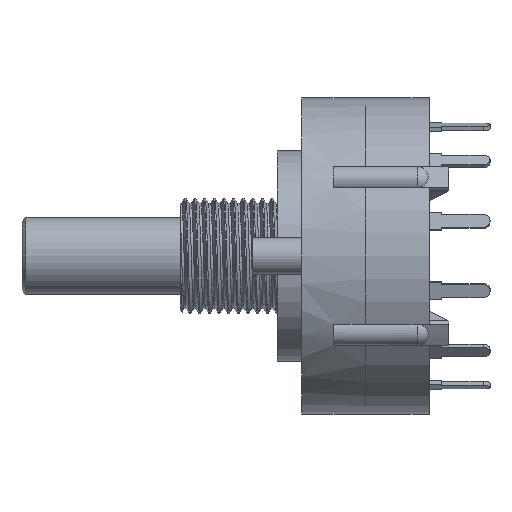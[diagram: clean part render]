
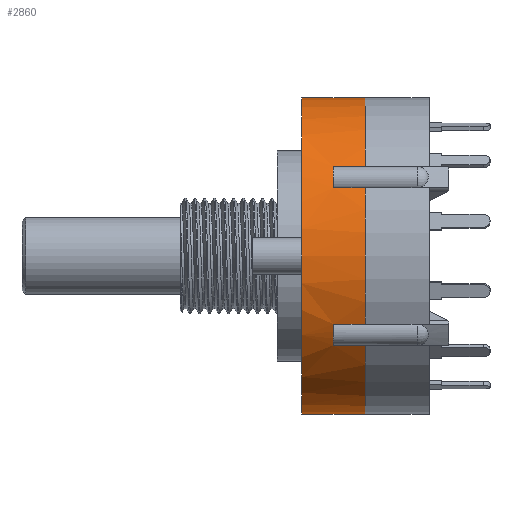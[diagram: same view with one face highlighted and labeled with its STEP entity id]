
A CAD part, left-side view. The second image highlights one B-rep face of the part: STEP entity #2860.
In plain terms, the highlighted cylindrical face has radius 13 mm (diameter 26 mm), a partial arc.
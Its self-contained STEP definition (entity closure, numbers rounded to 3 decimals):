
#60 = LINE ( 'NONE', #8650, #10189 ) ;
#335 = DIRECTION ( 'NONE',  ( 0., -1., 0. ) ) ;
#440 = DIRECTION ( 'NONE',  ( 0., 0., 1. ) ) ;
#645 = EDGE_CURVE ( 'NONE', #7759, #6666, #11359, .T. ) ;
#856 = ORIENTED_EDGE ( 'NONE', *, *, #6103, .T. ) ;
#885 = EDGE_CURVE ( 'NONE', #3864, #3760, #1677, .T. ) ;
#1405 = CARTESIAN_POINT ( 'NONE',  ( -10.726, 5.537, 7.345 ) ) ;
#1504 = CIRCLE ( 'NONE', #2007, 13. ) ;
#1649 = AXIS2_PLACEMENT_3D ( 'NONE', #3316, #12179, #440 ) ;
#1677 = CIRCLE ( 'NONE', #6505, 13. ) ;
#1815 = EDGE_CURVE ( 'NONE', #6465, #8237, #3404, .T. ) ;
#1863 = LINE ( 'NONE', #11300, #12460 ) ;
#1911 = DIRECTION ( 'NONE',  ( 0., 1., 0. ) ) ;
#1980 = VERTEX_POINT ( 'NONE', #3219 ) ;
#2007 = AXIS2_PLACEMENT_3D ( 'NONE', #7710, #4739, #10726 ) ;
#2227 = ORIENTED_EDGE ( 'NONE', *, *, #12710, .T. ) ;
#2370 = DIRECTION ( 'NONE',  ( 0., -1., 0. ) ) ;
#2421 = LINE ( 'NONE', #7814, #2883 ) ;
#2850 = ORIENTED_EDGE ( 'NONE', *, *, #4119, .T. ) ;
#2860 = ADVANCED_FACE ( 'NONE', ( #8283 ), #10623, .T. ) ;
#2883 = VECTOR ( 'NONE', #6789, 1000. ) ;
#2916 = ORIENTED_EDGE ( 'NONE', *, *, #1815, .F. ) ;
#2962 = VERTEX_POINT ( 'NONE', #12486 ) ;
#3219 = CARTESIAN_POINT ( 'NONE',  ( 0., 6.85, -13. ) ) ;
#3316 = CARTESIAN_POINT ( 'NONE',  ( 0., 6.85, 0. ) ) ;
#3404 = CIRCLE ( 'NONE', #4209, 13. ) ;
#3445 = AXIS2_PLACEMENT_3D ( 'NONE', #10607, #3615, #9448 ) ;
#3615 = DIRECTION ( 'NONE',  ( 0., -1., 0. ) ) ;
#3760 = VERTEX_POINT ( 'NONE', #10524 ) ;
#3864 = VERTEX_POINT ( 'NONE', #10646 ) ;
#4059 = CARTESIAN_POINT ( 'NONE',  ( -10.726, 6.85, -7.345 ) ) ;
#4119 = EDGE_CURVE ( 'NONE', #1980, #10335, #12091, .T. ) ;
#4198 = CARTESIAN_POINT ( 'NONE',  ( 0., 6.85, 0. ) ) ;
#4209 = AXIS2_PLACEMENT_3D ( 'NONE', #9845, #1911, #4955 ) ;
#4214 = ORIENTED_EDGE ( 'NONE', *, *, #7138, .T. ) ;
#4462 = ORIENTED_EDGE ( 'NONE', *, *, #5465, .T. ) ;
#4739 = DIRECTION ( 'NONE',  ( 0., -1., 0. ) ) ;
#4955 = DIRECTION ( 'NONE',  ( 0., 0., 1. ) ) ;
#5368 = VERTEX_POINT ( 'NONE', #5439 ) ;
#5439 = CARTESIAN_POINT ( 'NONE',  ( 0., 6.85, 13. ) ) ;
#5465 = EDGE_CURVE ( 'NONE', #6666, #2962, #6635, .T. ) ;
#5541 = EDGE_CURVE ( 'NONE', #2962, #3864, #60, .T. ) ;
#5920 = CARTESIAN_POINT ( 'NONE',  ( 0., 12.1, -13. ) ) ;
#6103 = EDGE_CURVE ( 'NONE', #6465, #1980, #1863, .T. ) ;
#6134 = AXIS2_PLACEMENT_3D ( 'NONE', #4198, #7084, #6167 ) ;
#6167 = DIRECTION ( 'NONE',  ( 0., 0., 1. ) ) ;
#6465 = VERTEX_POINT ( 'NONE', #5920 ) ;
#6505 = AXIS2_PLACEMENT_3D ( 'NONE', #8043, #7009, #9922 ) ;
#6603 = CARTESIAN_POINT ( 'NONE',  ( -10.726, 6.85, 7.345 ) ) ;
#6635 = CIRCLE ( 'NONE', #10635, 13. ) ;
#6666 = VERTEX_POINT ( 'NONE', #7603 ) ;
#6694 = ORIENTED_EDGE ( 'NONE', *, *, #5541, .T. ) ;
#6789 = DIRECTION ( 'NONE',  ( 0., 1., 0. ) ) ;
#6885 = CARTESIAN_POINT ( 'NONE',  ( 0., 12.1, 13. ) ) ;
#6996 = LINE ( 'NONE', #1405, #10253 ) ;
#7009 = DIRECTION ( 'NONE',  ( 0., 1., 0. ) ) ;
#7023 = VECTOR ( 'NONE', #335, 1000. ) ;
#7084 = DIRECTION ( 'NONE',  ( 0., 1., 0. ) ) ;
#7132 = ORIENTED_EDGE ( 'NONE', *, *, #8068, .F. ) ;
#7138 = EDGE_CURVE ( 'NONE', #9955, #5368, #12293, .T. ) ;
#7306 = DIRECTION ( 'NONE',  ( 0., 0., 1. ) ) ;
#7567 = DIRECTION ( 'NONE',  ( 0., 1., 0. ) ) ;
#7603 = CARTESIAN_POINT ( 'NONE',  ( -11.724, 6.85, -5.616 ) ) ;
#7694 = CARTESIAN_POINT ( 'NONE',  ( -11.724, 5.537, -5.616 ) ) ;
#7710 = CARTESIAN_POINT ( 'NONE',  ( 0., 9.475, 0. ) ) ;
#7759 = VERTEX_POINT ( 'NONE', #11906 ) ;
#7814 = CARTESIAN_POINT ( 'NONE',  ( -10.726, 5.537, -7.345 ) ) ;
#7872 = EDGE_LOOP ( 'NONE', ( #7986, #2916, #856, #2850, #2227, #7132, #10356, #4462, #6694, #8250, #12385, #4214 ) ) ;
#7986 = ORIENTED_EDGE ( 'NONE', *, *, #9048, .F. ) ;
#8043 = CARTESIAN_POINT ( 'NONE',  ( 0., 9.475, 0. ) ) ;
#8049 = CARTESIAN_POINT ( 'NONE',  ( -10.726, 9.475, -7.345 ) ) ;
#8068 = EDGE_CURVE ( 'NONE', #7759, #9010, #1504, .T. ) ;
#8129 = CARTESIAN_POINT ( 'NONE',  ( 0., 12.1, 13. ) ) ;
#8237 = VERTEX_POINT ( 'NONE', #6885 ) ;
#8250 = ORIENTED_EDGE ( 'NONE', *, *, #885, .T. ) ;
#8283 = FACE_OUTER_BOUND ( 'NONE', #7872, .T. ) ;
#8650 = CARTESIAN_POINT ( 'NONE',  ( -11.724, 5.537, 5.616 ) ) ;
#9010 = VERTEX_POINT ( 'NONE', #8049 ) ;
#9048 = EDGE_CURVE ( 'NONE', #8237, #5368, #12395, .T. ) ;
#9203 = DIRECTION ( 'NONE',  ( 0., -1., 0. ) ) ;
#9224 = VECTOR ( 'NONE', #11674, 1000. ) ;
#9448 = DIRECTION ( 'NONE',  ( 0., 0., -1. ) ) ;
#9670 = EDGE_CURVE ( 'NONE', #3760, #9955, #6996, .T. ) ;
#9845 = CARTESIAN_POINT ( 'NONE',  ( 0., 12.1, 0. ) ) ;
#9922 = DIRECTION ( 'NONE',  ( 0., 0., 1. ) ) ;
#9955 = VERTEX_POINT ( 'NONE', #6603 ) ;
#10189 = VECTOR ( 'NONE', #7567, 1000. ) ;
#10253 = VECTOR ( 'NONE', #9203, 1000. ) ;
#10335 = VERTEX_POINT ( 'NONE', #4059 ) ;
#10346 = CARTESIAN_POINT ( 'NONE',  ( 0., 6.85, 0. ) ) ;
#10356 = ORIENTED_EDGE ( 'NONE', *, *, #645, .T. ) ;
#10378 = DIRECTION ( 'NONE',  ( 0., 1., 0. ) ) ;
#10524 = CARTESIAN_POINT ( 'NONE',  ( -10.726, 9.475, 7.345 ) ) ;
#10607 = CARTESIAN_POINT ( 'NONE',  ( 0., 12.1, 0. ) ) ;
#10623 = CYLINDRICAL_SURFACE ( 'NONE', #3445, 13. ) ;
#10635 = AXIS2_PLACEMENT_3D ( 'NONE', #10346, #10378, #7306 ) ;
#10646 = CARTESIAN_POINT ( 'NONE',  ( -11.724, 9.475, 5.616 ) ) ;
#10726 = DIRECTION ( 'NONE',  ( 0., 0., -1. ) ) ;
#11300 = CARTESIAN_POINT ( 'NONE',  ( 0., 12.1, -13. ) ) ;
#11359 = LINE ( 'NONE', #7694, #9224 ) ;
#11674 = DIRECTION ( 'NONE',  ( 0., -1., 0. ) ) ;
#11906 = CARTESIAN_POINT ( 'NONE',  ( -11.724, 9.475, -5.616 ) ) ;
#12091 = CIRCLE ( 'NONE', #6134, 13. ) ;
#12179 = DIRECTION ( 'NONE',  ( 0., 1., 0. ) ) ;
#12293 = CIRCLE ( 'NONE', #1649, 13. ) ;
#12385 = ORIENTED_EDGE ( 'NONE', *, *, #9670, .T. ) ;
#12395 = LINE ( 'NONE', #8129, #7023 ) ;
#12460 = VECTOR ( 'NONE', #2370, 1000. ) ;
#12486 = CARTESIAN_POINT ( 'NONE',  ( -11.724, 6.85, 5.616 ) ) ;
#12710 = EDGE_CURVE ( 'NONE', #10335, #9010, #2421, .T. ) ;
